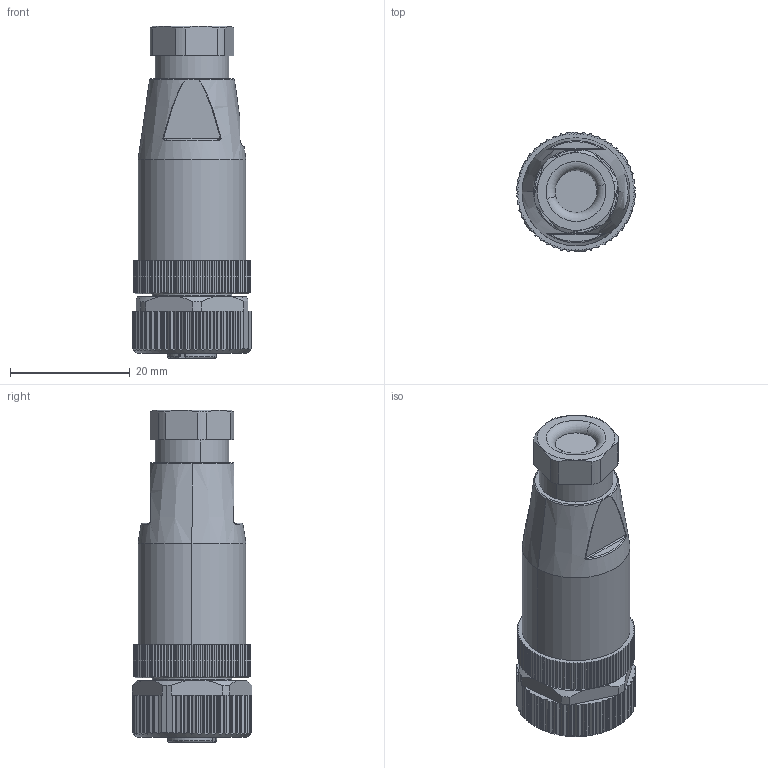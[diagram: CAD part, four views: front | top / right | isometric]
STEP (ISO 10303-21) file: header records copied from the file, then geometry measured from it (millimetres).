
FILE_DESCRIPTION((''),'2;1');
FILE_NAME('234943_ASM','2023-05-30T14:58:12',('banengservice'),('BANNER ENGINEERING'),'CREO PARAMETRIC BY PTC INC, 2022414','CREO PARAMETRIC BY PTC INC, 2022414','');
FILE_SCHEMA(('CONFIG_CONTROL_DESIGN'));
Length unit declared in the file: millimetre
Products named in the file (2): 234943_EP01; 234943_ASM
Assembly tree (1 placements, depth 2):
  234943_ASM
    234943_EP01
Bounding box: 19.97 x 20 x 55.4 mm (x, y, z)
Volume: 12084.3 mm3; surface area: 4744 mm2
Topology: 1 solids, 1 shells, 749 faces, 2145 edges, 1417 vertices
Faces by surface type: plane 360, cylinder 328, cone 36, torus 13, bspline 12
Entity records: 26686 total; most frequent: CARTESIAN_POINT 7523, ORIENTED_EDGE 4290, DIRECTION 3704, EDGE_CURVE 2145, VERTEX_POINT 1417, AXIS2_PLACEMENT_3D 1339, VECTOR 1026, LINE 1026
